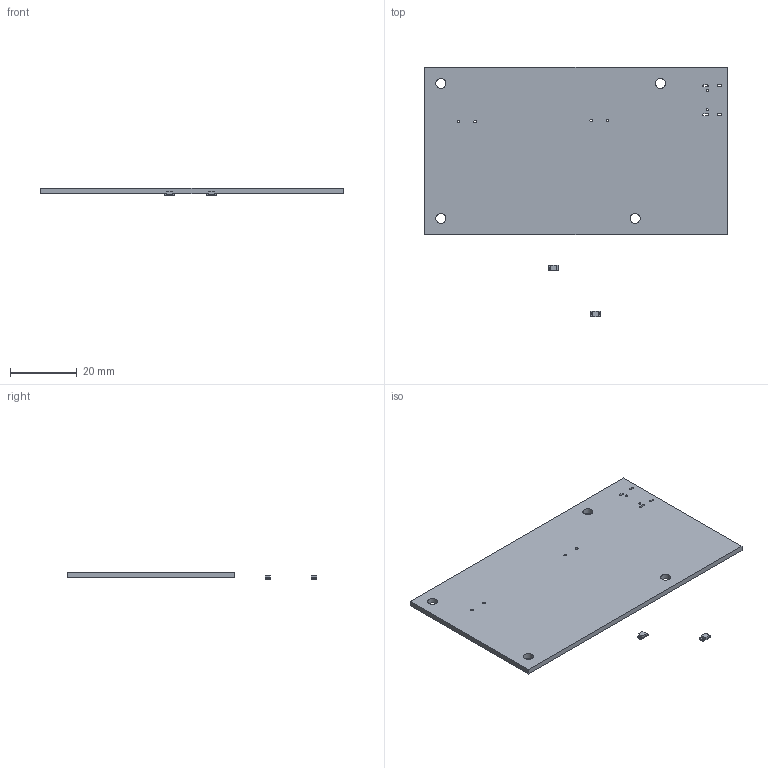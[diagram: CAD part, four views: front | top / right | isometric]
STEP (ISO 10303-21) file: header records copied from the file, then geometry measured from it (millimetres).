
FILE_DESCRIPTION(('KiCad electronic assembly'),'2;1');
FILE_NAME('USTSIPIN01A.step','2022-05-02T14:47:29',('Pcbnew'),('Kicad'), 'Open CASCADE STEP processor 7.5','KiCad to STEP converter','Unknown' );
FILE_SCHEMA(('AUTOMOTIVE_DESIGN { 1 0 10303 214 1 1 1 1 }'));
Length unit declared in the file: millimetre
Products named in the file (4): USTSIPIN01A 1; LED_1206_3216Metric; SOLID; tmpe7a8b2pq PCB
Assembly tree (4 placements, depth 3):
  USTSIPIN01A 1
    LED_1206_3216Metric  x2
      SOLID
    tmpe7a8b2pq PCB
Bounding box: 90.93 x 75.02 x 2.15 mm (x, y, z)
Volume: 7270.5 mm3; surface area: 9674.6 mm2
Topology: 3 solids, 3 shells, 132 faces, 356 edges, 232 vertices
Faces by surface type: bspline 100, cylinder 18, plane 14
Full cylindrical faces by diameter (mm): 0.65 x2, 0.762 x2, 0.8 x2, 3 x4
Entity records: 5706 total; most frequent: CARTESIAN_POINT 1747, ORIENTED_EDGE 446, PCURVE 446, DEFINITIONAL_REPRESENTATION 446, B_SPLINE_CURVE_WITH_KNOTS 367, DIRECTION 344, EDGE_CURVE 223, SURFACE_CURVE 213
